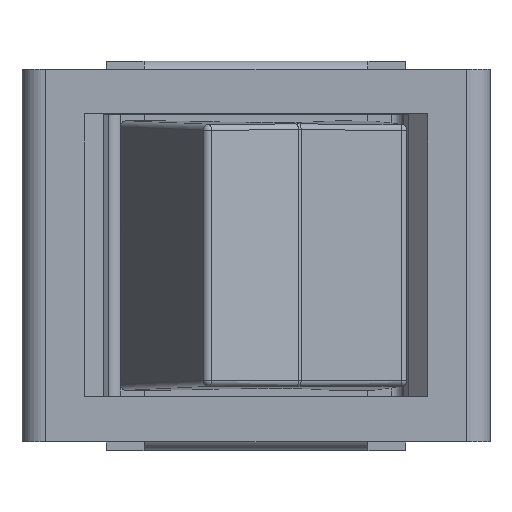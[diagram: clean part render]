
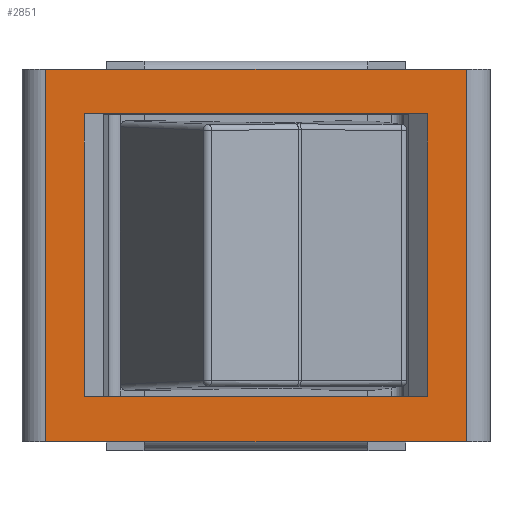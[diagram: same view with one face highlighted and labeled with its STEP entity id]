
A CAD part, top view. The second image highlights one B-rep face of the part: STEP entity #2851.
In plain terms, the highlighted planar face has unit normal (0, 0, 1).
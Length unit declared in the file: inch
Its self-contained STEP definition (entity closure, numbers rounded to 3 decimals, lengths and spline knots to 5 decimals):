
#2374=CARTESIAN_POINT('',(0.28642,0.23622,0.80079));
#2375=VERTEX_POINT('',#2374);
#2382=CARTESIAN_POINT('',(-0.28642,0.23622,0.80079));
#2383=VERTEX_POINT('',#2382);
#2384=CARTESIAN_POINT('',(0.28642,0.23622,0.80079));
#2385=DIRECTION('',(-1.0,0.0,0.0));
#2386=VECTOR('',#2385,0.57283);
#2387=LINE('',#2384,#2386);
#2388=EDGE_CURVE('',#2375,#2383,#2387,.T.);
#2567=CARTESIAN_POINT('',(-0.28642,-0.23622,0.80079));
#2568=VERTEX_POINT('',#2567);
#2575=CARTESIAN_POINT('',(0.28642,-0.23622,0.80079));
#2576=VERTEX_POINT('',#2575);
#2577=CARTESIAN_POINT('',(0.28642,-0.23622,0.80079));
#2578=DIRECTION('',(-1.0,0.0,0.0));
#2579=VECTOR('',#2578,0.57283);
#2580=LINE('',#2577,#2579);
#2581=EDGE_CURVE('',#2576,#2568,#2580,.T.);
#2677=CARTESIAN_POINT('',(-0.28642,0.23622,0.80079));
#2678=DIRECTION('',(0.0,-1.0,0.0));
#2679=VECTOR('',#2678,0.47244);
#2680=LINE('',#2677,#2679);
#2681=EDGE_CURVE('',#2383,#2568,#2680,.T.);
#2711=CARTESIAN_POINT('',(0.28642,-0.23622,0.80079));
#2712=DIRECTION('',(0.0,1.0,0.0));
#2713=VECTOR('',#2712,0.47244);
#2714=LINE('',#2711,#2713);
#2715=EDGE_CURVE('',#2576,#2375,#2714,.T.);
#2737=CARTESIAN_POINT('',(0.35138,-0.31102,0.80079));
#2738=VERTEX_POINT('',#2737);
#2756=CARTESIAN_POINT('',(0.35138,0.31102,0.80079));
#2757=VERTEX_POINT('',#2756);
#2765=CARTESIAN_POINT('',(0.35138,0.31102,0.80079));
#2766=DIRECTION('',(0.0,-1.0,0.0));
#2767=VECTOR('',#2766,0.62205);
#2768=LINE('',#2765,#2767);
#2769=EDGE_CURVE('',#2757,#2738,#2768,.T.);
#2780=CARTESIAN_POINT('',(-0.35138,-0.31102,0.80079));
#2781=VERTEX_POINT('',#2780);
#2782=CARTESIAN_POINT('',(0.35138,-0.31102,0.80079));
#2783=DIRECTION('',(-1.0,0.0,0.0));
#2784=VECTOR('',#2783,0.70276);
#2785=LINE('',#2782,#2784);
#2786=EDGE_CURVE('',#2738,#2781,#2785,.T.);
#2822=CARTESIAN_POINT('',(-0.38652,0.34213,0.80079));
#2823=DIRECTION('',(0.0,0.0,1.0));
#2824=DIRECTION('',(1.0,0.0,0.0));
#2825=AXIS2_PLACEMENT_3D('',#2822,#2823,#2824);
#2826=PLANE('',#2825);
#2827=ORIENTED_EDGE('',*,*,#2769,.F.);
#2828=CARTESIAN_POINT('',(-0.35138,0.31102,0.80079));
#2829=VERTEX_POINT('',#2828);
#2830=CARTESIAN_POINT('',(-0.35138,0.31102,0.80079));
#2831=DIRECTION('',(1.0,0.0,0.0));
#2832=VECTOR('',#2831,0.70276);
#2833=LINE('',#2830,#2832);
#2834=EDGE_CURVE('',#2829,#2757,#2833,.T.);
#2835=ORIENTED_EDGE('',*,*,#2834,.F.);
#2836=CARTESIAN_POINT('',(-0.35138,-0.31102,0.80079));
#2837=DIRECTION('',(0.0,1.0,0.0));
#2838=VECTOR('',#2837,0.62205);
#2839=LINE('',#2836,#2838);
#2840=EDGE_CURVE('',#2781,#2829,#2839,.T.);
#2841=ORIENTED_EDGE('',*,*,#2840,.F.);
#2842=ORIENTED_EDGE('',*,*,#2786,.F.);
#2843=EDGE_LOOP('',(#2827,#2835,#2841,#2842));
#2844=FACE_OUTER_BOUND('',#2843,.T.);
#2845=ORIENTED_EDGE('',*,*,#2388,.F.);
#2846=ORIENTED_EDGE('',*,*,#2715,.F.);
#2847=ORIENTED_EDGE('',*,*,#2581,.T.);
#2848=ORIENTED_EDGE('',*,*,#2681,.F.);
#2849=EDGE_LOOP('',(#2845,#2846,#2847,#2848));
#2850=FACE_BOUND('',#2849,.T.);
#2851=ADVANCED_FACE('',(#2844,#2850),#2826,.T.);
